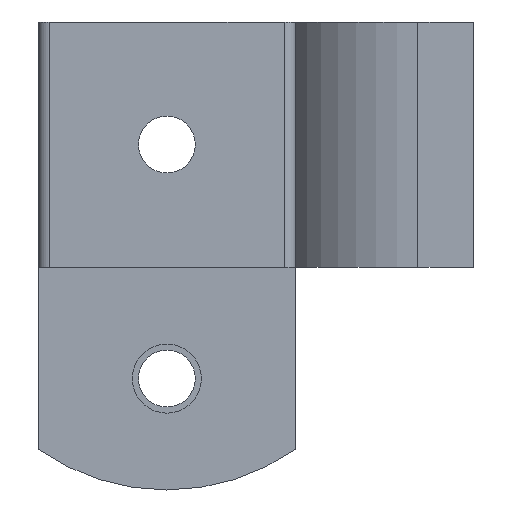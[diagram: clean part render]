
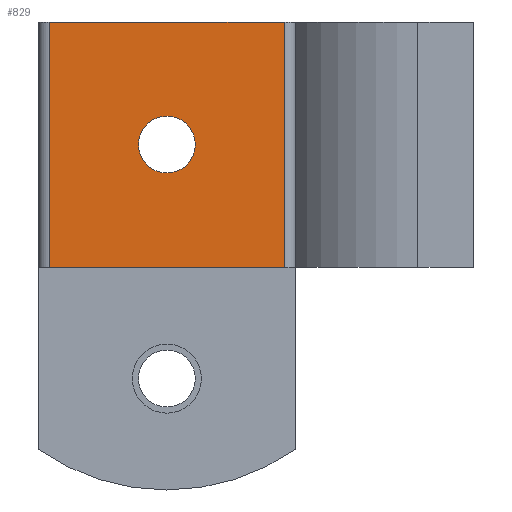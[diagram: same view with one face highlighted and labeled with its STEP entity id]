
A CAD part, left-side view. The second image highlights one B-rep face of the part: STEP entity #829.
In plain terms, the highlighted planar face has unit normal (-1, 0, 0).
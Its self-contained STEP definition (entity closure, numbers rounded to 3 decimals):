
#18=FACE_BOUND('',#132,.T.);
#40=CIRCLE('',#899,2.55);
#85=FACE_OUTER_BOUND('',#131,.T.);
#131=EDGE_LOOP('',(#703,#704,#705,#706));
#132=EDGE_LOOP('',(#707));
#214=LINE('',#1306,#308);
#225=LINE('',#1333,#319);
#233=LINE('',#1364,#327);
#234=LINE('',#1366,#328);
#308=VECTOR('',#1049,10.);
#319=VECTOR('',#1070,10.);
#327=VECTOR('',#1108,10.);
#328=VECTOR('',#1111,10.);
#394=VERTEX_POINT('',#1303);
#395=VERTEX_POINT('',#1305);
#405=VERTEX_POINT('',#1330);
#406=VERTEX_POINT('',#1332);
#411=VERTEX_POINT('',#1346);
#490=EDGE_CURVE('',#394,#395,#214,.T.);
#504=EDGE_CURVE('',#405,#406,#225,.T.);
#512=EDGE_CURVE('',#411,#411,#40,.T.);
#521=EDGE_CURVE('',#395,#405,#233,.T.);
#522=EDGE_CURVE('',#406,#394,#234,.T.);
#703=ORIENTED_EDGE('',*,*,#521,.F.);
#704=ORIENTED_EDGE('',*,*,#490,.F.);
#705=ORIENTED_EDGE('',*,*,#522,.F.);
#706=ORIENTED_EDGE('',*,*,#504,.F.);
#707=ORIENTED_EDGE('',*,*,#512,.T.);
#790=PLANE('',#908);
#829=ADVANCED_FACE('',(#85,#18),#790,.T.);
#899=AXIS2_PLACEMENT_3D('',#1347,#1085,#1086);
#908=AXIS2_PLACEMENT_3D('',#1365,#1109,#1110);
#1049=DIRECTION('',(0.,1.,0.));
#1070=DIRECTION('',(0.,-1.,0.));
#1085=DIRECTION('center_axis',(1.,0.,0.));
#1086=DIRECTION('ref_axis',(0.,-1.,0.));
#1108=DIRECTION('',(0.,0.,1.));
#1109=DIRECTION('center_axis',(-1.,0.,0.));
#1110=DIRECTION('ref_axis',(0.,-1.,0.));
#1111=DIRECTION('',(0.,0.,-1.));
#1303=CARTESIAN_POINT('',(-1.5,-0.5,0.));
#1305=CARTESIAN_POINT('',(-1.5,20.55,0.));
#1306=CARTESIAN_POINT('',(-1.5,-1.5,0.));
#1330=CARTESIAN_POINT('',(-1.5,20.55,22.));
#1332=CARTESIAN_POINT('',(-1.5,-0.5,22.));
#1333=CARTESIAN_POINT('',(-1.5,-1.5,22.));
#1346=CARTESIAN_POINT('',(-1.5,12.575,11.));
#1347=CARTESIAN_POINT('Origin',(-1.5,10.025,11.));
#1364=CARTESIAN_POINT('',(-1.5,20.55,0.));
#1365=CARTESIAN_POINT('Origin',(-1.5,21.55,0.));
#1366=CARTESIAN_POINT('',(-1.5,-0.5,0.));
